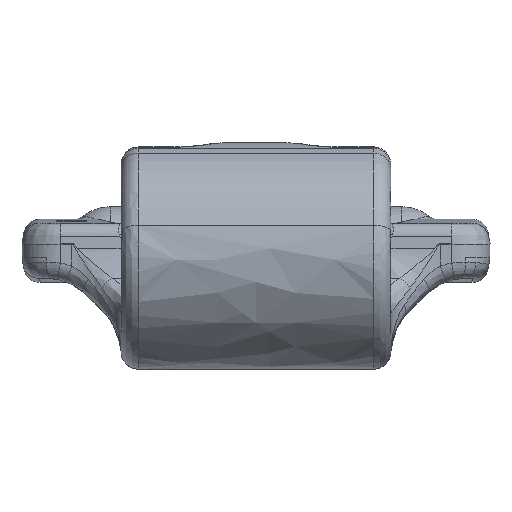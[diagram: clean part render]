
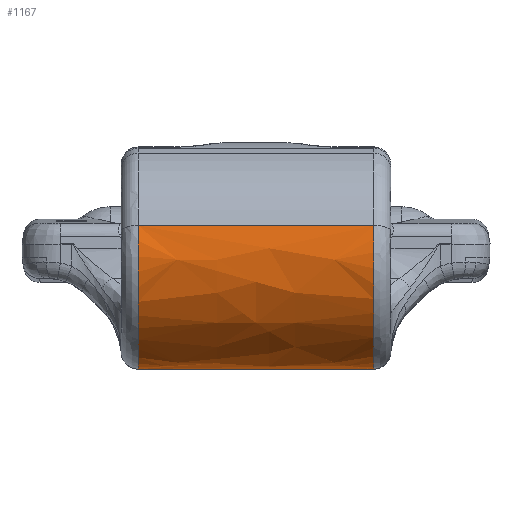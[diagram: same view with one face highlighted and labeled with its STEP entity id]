
A CAD part, left-side view. The second image highlights one B-rep face of the part: STEP entity #1167.
In plain terms, the highlighted face is a extrusion surface.
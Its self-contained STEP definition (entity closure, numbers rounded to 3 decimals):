
#377=SURFACE_OF_LINEAR_EXTRUSION('',#2698,#3560);
#566=FACE_OUTER_BOUND('',#1902,.T.);
#1167=ADVANCED_FACE('',(#566),#377,.F.);
#1902=EDGE_LOOP('',(#4060,#4061,#4062,#4063,#4064,#4065,#4066,#4067));
#2692=B_SPLINE_CURVE_WITH_KNOTS('',3,(#14060,#14061,#14062,#14063,#14064,
#14065,#14066),.UNSPECIFIED.,.F.,.F.,(4,3,4),(0.,0.,1.),
 .UNSPECIFIED.);
#2693=B_SPLINE_CURVE_WITH_KNOTS('',3,(#14068,#14069,#14070,#14071),
 .UNSPECIFIED.,.F.,.F.,(4,4),(0.,1.),.UNSPECIFIED.);
#2694=B_SPLINE_CURVE_WITH_KNOTS('',3,(#14073,#14074,#14075,#14076,#14077,
#14078,#14079,#14080),.UNSPECIFIED.,.F.,.F.,(4,2,2,4),(0.,0.5,
0.75,1.),.UNSPECIFIED.);
#2695=B_SPLINE_CURVE_WITH_KNOTS('',3,(#14084,#14085,#14086,#14087,#14088,
#14089,#14090,#14091),.UNSPECIFIED.,.F.,.F.,(4,2,2,4),(0.,0.25,0.5,
1.),.UNSPECIFIED.);
#2696=B_SPLINE_CURVE_WITH_KNOTS('',3,(#14093,#14094,#14095,#14096),
 .UNSPECIFIED.,.F.,.F.,(4,4),(0.,1.),.UNSPECIFIED.);
#2697=B_SPLINE_CURVE_WITH_KNOTS('',3,(#14098,#14099,#14100,#14101,#14102,
#14103,#14104),.UNSPECIFIED.,.F.,.F.,(4,3,4),(0.,1.,1.),
 .UNSPECIFIED.);
#2698=B_SPLINE_CURVE_WITH_KNOTS('',3,(#14105,#14106,#14107,#14108),
 .UNSPECIFIED.,.F.,.F.,(4,4),(0.,1.),.UNSPECIFIED.);
#3158=LINE('',#14057,#3558);
#3159=LINE('',#14082,#3559);
#3558=VECTOR('',#11157,1.);
#3559=VECTOR('',#11158,1.);
#3560=VECTOR('',#11159,1.);
#4060=ORIENTED_EDGE('',*,*,#7963,.F.);
#4061=ORIENTED_EDGE('',*,*,#7964,.T.);
#4062=ORIENTED_EDGE('',*,*,#7965,.T.);
#4063=ORIENTED_EDGE('',*,*,#7966,.T.);
#4064=ORIENTED_EDGE('',*,*,#7967,.T.);
#4065=ORIENTED_EDGE('',*,*,#7968,.T.);
#4066=ORIENTED_EDGE('',*,*,#7969,.T.);
#4067=ORIENTED_EDGE('',*,*,#7970,.T.);
#7047=VERTEX_POINT('',#14058);
#7048=VERTEX_POINT('',#14059);
#7049=VERTEX_POINT('',#14067);
#7050=VERTEX_POINT('',#14072);
#7051=VERTEX_POINT('',#14081);
#7052=VERTEX_POINT('',#14083);
#7053=VERTEX_POINT('',#14092);
#7054=VERTEX_POINT('',#14097);
#7963=EDGE_CURVE('',#7047,#7048,#3158,.T.);
#7964=EDGE_CURVE('',#7047,#7049,#2692,.T.);
#7965=EDGE_CURVE('',#7049,#7050,#2693,.T.);
#7966=EDGE_CURVE('',#7050,#7051,#2694,.T.);
#7967=EDGE_CURVE('',#7051,#7052,#3159,.T.);
#7968=EDGE_CURVE('',#7052,#7053,#2695,.T.);
#7969=EDGE_CURVE('',#7053,#7054,#2696,.T.);
#7970=EDGE_CURVE('',#7054,#7048,#2697,.T.);
#11157=DIRECTION('',(0.,1.,0.));
#11158=DIRECTION('',(0.,1.,0.));
#11159=DIRECTION('',(0.,-1.,0.));
#14057=CARTESIAN_POINT('',(-125.,42.5,-21.5));
#14058=CARTESIAN_POINT('',(-125.,-21.35,-21.5));
#14059=CARTESIAN_POINT('',(-125.,21.35,-21.5));
#14060=CARTESIAN_POINT('',(-125.,-21.35,-21.5));
#14061=CARTESIAN_POINT('',(-125.,-21.35,-21.5));
#14062=CARTESIAN_POINT('',(-125.,-21.35,-21.5));
#14063=CARTESIAN_POINT('',(-125.,-21.35,-21.5));
#14064=CARTESIAN_POINT('',(-125.194,-21.35,-21.5));
#14065=CARTESIAN_POINT('',(-125.389,-21.351,-21.497));
#14066=CARTESIAN_POINT('',(-125.583,-21.351,-21.491));
#14067=CARTESIAN_POINT('',(-125.583,-21.351,-21.491));
#14068=CARTESIAN_POINT('',(-125.583,-21.351,-21.491));
#14069=CARTESIAN_POINT('',(-125.63,-21.35,-21.489));
#14070=CARTESIAN_POINT('',(-125.677,-21.35,-21.488));
#14071=CARTESIAN_POINT('',(-125.724,-21.35,-21.486));
#14072=CARTESIAN_POINT('',(-125.724,-21.35,-21.486));
#14073=CARTESIAN_POINT('',(-125.724,-21.35,-21.486));
#14074=CARTESIAN_POINT('',(-131.915,-21.35,-21.242));
#14075=CARTESIAN_POINT('',(-137.636,-21.35,-17.806));
#14076=CARTESIAN_POINT('',(-143.069,-21.35,-10.344));
#14077=CARTESIAN_POINT('',(-144.362,-21.35,-7.483));
#14078=CARTESIAN_POINT('',(-145.551,-21.35,-1.487));
#14079=CARTESIAN_POINT('',(-145.432,-21.35,1.651));
#14080=CARTESIAN_POINT('',(-144.504,-21.35,4.607));
#14081=CARTESIAN_POINT('',(-144.504,-21.35,4.607));
#14082=CARTESIAN_POINT('',(-144.504,42.5,4.607));
#14083=CARTESIAN_POINT('',(-144.504,21.35,4.607));
#14084=CARTESIAN_POINT('',(-144.504,21.35,4.607));
#14085=CARTESIAN_POINT('',(-145.432,21.35,1.651));
#14086=CARTESIAN_POINT('',(-145.551,21.35,-1.487));
#14087=CARTESIAN_POINT('',(-144.362,21.35,-7.483));
#14088=CARTESIAN_POINT('',(-143.069,21.35,-10.344));
#14089=CARTESIAN_POINT('',(-137.636,21.35,-17.806));
#14090=CARTESIAN_POINT('',(-131.915,21.35,-21.242));
#14091=CARTESIAN_POINT('',(-125.724,21.35,-21.486));
#14092=CARTESIAN_POINT('',(-125.724,21.35,-21.486));
#14093=CARTESIAN_POINT('',(-125.724,21.35,-21.486));
#14094=CARTESIAN_POINT('',(-125.677,21.35,-21.488));
#14095=CARTESIAN_POINT('',(-125.63,21.35,-21.489));
#14096=CARTESIAN_POINT('',(-125.583,21.351,-21.491));
#14097=CARTESIAN_POINT('',(-125.583,21.351,-21.491));
#14098=CARTESIAN_POINT('',(-125.583,21.351,-21.491));
#14099=CARTESIAN_POINT('',(-125.389,21.351,-21.497));
#14100=CARTESIAN_POINT('',(-125.194,21.35,-21.5));
#14101=CARTESIAN_POINT('',(-125.,21.35,-21.5));
#14102=CARTESIAN_POINT('',(-125.,21.35,-21.5));
#14103=CARTESIAN_POINT('',(-125.,21.35,-21.5));
#14104=CARTESIAN_POINT('',(-125.,21.35,-21.5));
#14105=CARTESIAN_POINT('',(-125.,42.5,-21.5));
#14106=CARTESIAN_POINT('',(-138.021,42.5,-21.5));
#14107=CARTESIAN_POINT('',(-148.371,42.5,-7.712));
#14108=CARTESIAN_POINT('',(-144.504,42.5,4.607));
